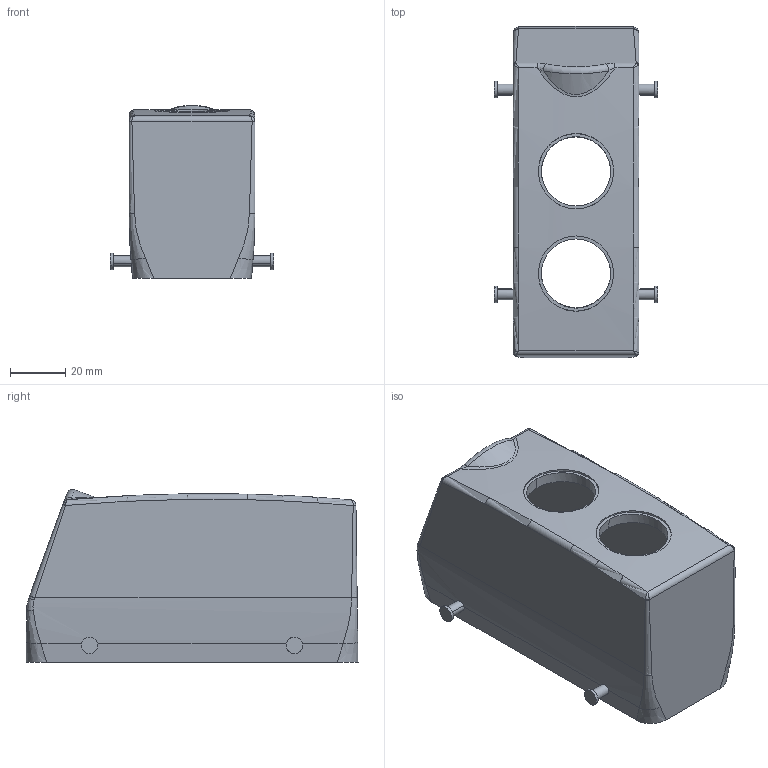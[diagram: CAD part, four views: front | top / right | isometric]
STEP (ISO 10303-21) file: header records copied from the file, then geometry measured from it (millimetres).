
FILE_DESCRIPTION(('CATIA V5 STEP Exchange','CAx-IF Rec.Pracs.--- Model Styling and Organization---1.4--- 2014-01-23'),'2;1');
FILE_NAME ('450578-2_0', '2021-05-25T05:00:29+00:00', ('none'), ('Weidmueller'), 'CATIA Version 5-6 Release 2016 SP3 HF44', 'CATIA V5 STEP AP214', 'none');
FILE_SCHEMA(('AUTOMOTIVE_DESIGN { 1 0 10303 214 1 1 1 1 }'));
Length unit declared in the file: millimetre
Products named in the file (1): 1365030000
Bounding box: 59 x 120 x 62.52 mm (x, y, z)
Volume: 97144.7 mm3; surface area: 43894.7 mm2
Topology: 1 solids, 1 shells, 122 faces, 303 edges, 190 vertices
Faces by surface type: cylinder 51, plane 39, bspline 27, torus 5
Entity records: 6097 total; most frequent: CARTESIAN_POINT 3616, ORIENTED_EDGE 598, DIRECTION 322, EDGE_CURVE 299, VERTEX_POINT 190, AXIS2_PLACEMENT_3D 146, EDGE_LOOP 137, ADVANCED_FACE 122
